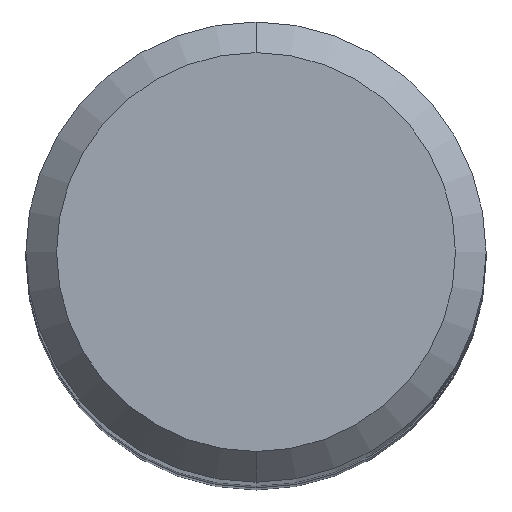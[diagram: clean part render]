
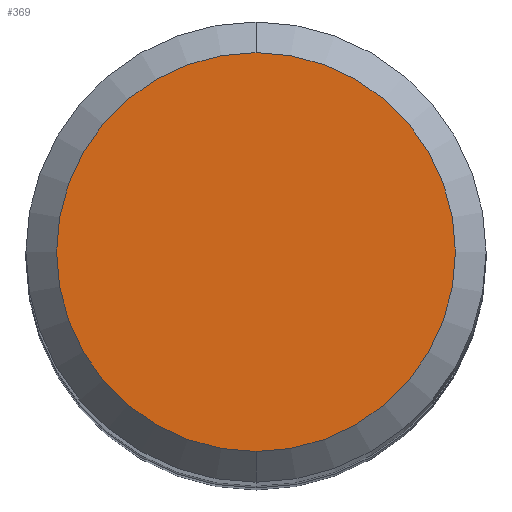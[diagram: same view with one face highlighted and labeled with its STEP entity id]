
A CAD part, top view. The second image highlights one B-rep face of the part: STEP entity #369.
In plain terms, the highlighted planar face has unit normal (0, 0, 1).
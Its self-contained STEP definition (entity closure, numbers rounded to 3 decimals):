
#295=EDGE_CURVE('',#551,#437,#697,.T.);
#369=ADVANCED_FACE('',(#778),#779,.T.);
#437=VERTEX_POINT('',#853);
#467=EDGE_CURVE('',#437,#551,#885,.T.);
#551=VERTEX_POINT('',#977);
#697=CIRCLE('',#1196,2.6);
#778=FACE_OUTER_BOUND('',#1329,.T.);
#779=PLANE('',#1330);
#853=CARTESIAN_POINT('',(0.0,2.6,0.0));
#885=CIRCLE('',#1535,2.6);
#977=CARTESIAN_POINT('',(0.,-2.6,0.0));
#1196=AXIS2_PLACEMENT_3D('',#1905,#1906,#1907);
#1329=EDGE_LOOP('',(#1994,#1995));
#1330=AXIS2_PLACEMENT_3D('',#1996,#1997,#1998);
#1535=AXIS2_PLACEMENT_3D('',#2115,#2116,#2117);
#1905=CARTESIAN_POINT('',(0.0,0.0,0.0));
#1906=DIRECTION('',(0.0,0.0,-1.0));
#1907=DIRECTION('',(0.0,1.0,0.0));
#1994=ORIENTED_EDGE('',*,*,#467,.F.);
#1995=ORIENTED_EDGE('',*,*,#295,.F.);
#1996=CARTESIAN_POINT('',(0.0,1.3,0.0));
#1997=DIRECTION('',(-0.0,0.0,1.0));
#1998=DIRECTION('',(0.0,-1.0,0.0));
#2115=CARTESIAN_POINT('',(0.0,0.0,0.0));
#2116=DIRECTION('',(0.0,0.0,-1.0));
#2117=DIRECTION('',(0.0,1.0,0.0));
